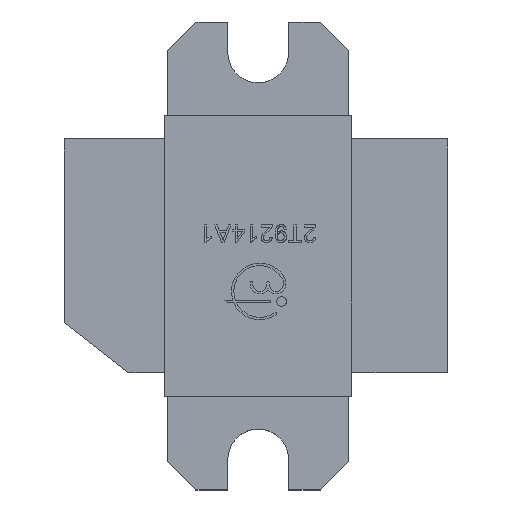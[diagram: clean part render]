
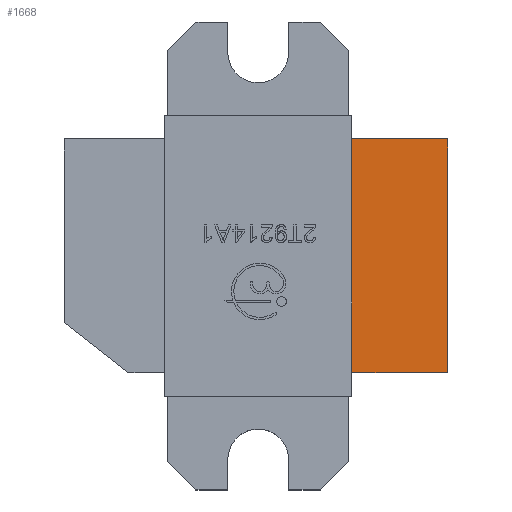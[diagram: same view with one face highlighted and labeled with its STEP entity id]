
A CAD part, top view. The second image highlights one B-rep face of the part: STEP entity #1668.
In plain terms, the highlighted planar face has unit normal (0, 0, 1).
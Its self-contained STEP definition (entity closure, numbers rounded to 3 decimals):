
#1668=ADVANCED_FACE('',(#3322),#3324,.T.);
#3322=FACE_BOUND('',#3323,.T.);
#3323=EDGE_LOOP('',(#4877,#4878,#4879,#4880));
#3324=PLANE('',#3325);
#3325=AXIS2_PLACEMENT_3D('',#3326,#3327,#3328);
#3326=CARTESIAN_POINT('',(-10.52,6.35,2.26));
#3327=DIRECTION('',(0.,0.,1.));
#3328=DIRECTION('',(0.,-1.,0.));
#4877=ORIENTED_EDGE('',*,*,#5591,.T.);
#4878=ORIENTED_EDGE('',*,*,#5622,.T.);
#4879=ORIENTED_EDGE('',*,*,#5623,.F.);
#4880=ORIENTED_EDGE('',*,*,#5624,.F.);
#5591=EDGE_CURVE('',#6525,#6523,#6526,.T.);
#5622=EDGE_CURVE('',#6523,#6575,#6577,.T.);
#5623=EDGE_CURVE('',#6578,#6575,#6579,.T.);
#5624=EDGE_CURVE('',#6525,#6578,#6580,.T.);
#6523=VERTEX_POINT('',#8514);
#6525=VERTEX_POINT('',#8518);
#6526=LINE('',#8519,#8520);
#6575=VERTEX_POINT('',#8628);
#6577=LINE('',#8632,#8633);
#6578=VERTEX_POINT('',#8635);
#6579=LINE('',#8636,#8637);
#6580=LINE('',#8639,#8640);
#8514=CARTESIAN_POINT('',(5.08,-6.35,2.26));
#8518=CARTESIAN_POINT('',(5.08,6.35,2.26));
#8519=CARTESIAN_POINT('',(5.08,6.35,2.26));
#8520=VECTOR('',#8521,1.);
#8521=DIRECTION('',(0.,-1.,0.));
#8628=CARTESIAN_POINT('',(10.28,-6.35,2.26));
#8632=CARTESIAN_POINT('',(5.08,-6.35,2.26));
#8633=VECTOR('',#8634,1.);
#8634=DIRECTION('',(1.,0.,0.));
#8635=CARTESIAN_POINT('',(10.28,6.35,2.26));
#8636=CARTESIAN_POINT('',(10.28,6.35,2.26));
#8637=VECTOR('',#8638,1.);
#8638=DIRECTION('',(0.,-1.,0.));
#8639=CARTESIAN_POINT('',(5.08,6.35,2.26));
#8640=VECTOR('',#8641,1.);
#8641=DIRECTION('',(1.,0.,0.));
